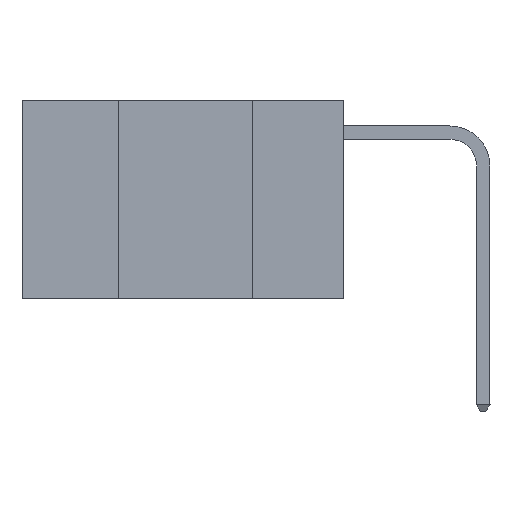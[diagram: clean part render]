
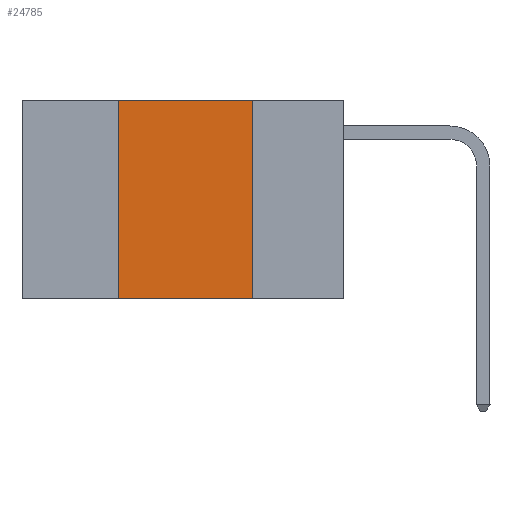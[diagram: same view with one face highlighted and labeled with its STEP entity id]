
A CAD part, left-side view. The second image highlights one B-rep face of the part: STEP entity #24785.
In plain terms, the highlighted planar face has unit normal (-1, 0, 0).
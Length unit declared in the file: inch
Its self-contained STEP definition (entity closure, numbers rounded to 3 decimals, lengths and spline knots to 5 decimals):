
#253 = CARTESIAN_POINT ( 'NONE',  ( 0., 0.6, 0. ) ) ;
#815 = VECTOR ( 'NONE', #9071, 39.37008 ) ;
#1032 = CARTESIAN_POINT ( 'NONE',  ( 0., 0.42, 0. ) ) ;
#2343 = DIRECTION ( 'NONE',  ( 0., -1., 0. ) ) ;
#3072 = LINE ( 'NONE', #17804, #25587 ) ;
#4047 = CARTESIAN_POINT ( 'NONE',  ( 0., 0.17, -0.37 ) ) ;
#4108 = EDGE_CURVE ( 'NONE', #15206, #22394, #16821, .T. ) ;
#7142 = CARTESIAN_POINT ( 'NONE',  ( 0., 0.42, -0.37 ) ) ;
#7393 = CARTESIAN_POINT ( 'NONE',  ( 0., 0.17, 0. ) ) ;
#8269 = CARTESIAN_POINT ( 'NONE',  ( 0., 0.6, 0. ) ) ;
#8904 = DIRECTION ( 'NONE',  ( 0., 0., -1. ) ) ;
#9071 = DIRECTION ( 'NONE',  ( 0., -1., 0. ) ) ;
#9167 = EDGE_CURVE ( 'NONE', #22662, #21761, #13243, .T. ) ;
#10504 = DIRECTION ( 'NONE',  ( 1., 0., 0. ) ) ;
#11352 = DIRECTION ( 'NONE',  ( 0., 0., 1. ) ) ;
#12952 = EDGE_CURVE ( 'NONE', #15206, #22662, #3072, .T. ) ;
#13243 = LINE ( 'NONE', #253, #815 ) ;
#13313 = CARTESIAN_POINT ( 'NONE',  ( 0., 0.6, -0.37 ) ) ;
#15206 = VERTEX_POINT ( 'NONE', #7142 ) ;
#15333 = AXIS2_PLACEMENT_3D ( 'NONE', #8269, #10504, #25649 ) ;
#15456 = FACE_OUTER_BOUND ( 'NONE', #22111, .T. ) ;
#16821 = LINE ( 'NONE', #13313, #27603 ) ;
#17804 = CARTESIAN_POINT ( 'NONE',  ( 0., 0.42, 0. ) ) ;
#19865 = CARTESIAN_POINT ( 'NONE',  ( 0., 0.17, 0. ) ) ;
#20872 = EDGE_CURVE ( 'NONE', #21761, #22394, #21462, .T. ) ;
#21326 = PLANE ( 'NONE',  #15333 ) ;
#21462 = LINE ( 'NONE', #19865, #27164 ) ;
#21598 = ORIENTED_EDGE ( 'NONE', *, *, #9167, .F. ) ;
#21761 = VERTEX_POINT ( 'NONE', #7393 ) ;
#22111 = EDGE_LOOP ( 'NONE', ( #26987, #21598, #22978, #22321 ) ) ;
#22321 = ORIENTED_EDGE ( 'NONE', *, *, #4108, .T. ) ;
#22394 = VERTEX_POINT ( 'NONE', #4047 ) ;
#22662 = VERTEX_POINT ( 'NONE', #1032 ) ;
#22978 = ORIENTED_EDGE ( 'NONE', *, *, #12952, .F. ) ;
#24785 = ADVANCED_FACE ( 'NONE', ( #15456 ), #21326, .F. ) ;
#25587 = VECTOR ( 'NONE', #11352, 39.37008 ) ;
#25649 = DIRECTION ( 'NONE',  ( 0., 0., -1. ) ) ;
#26987 = ORIENTED_EDGE ( 'NONE', *, *, #20872, .F. ) ;
#27164 = VECTOR ( 'NONE', #8904, 39.37008 ) ;
#27603 = VECTOR ( 'NONE', #2343, 39.37008 ) ;
